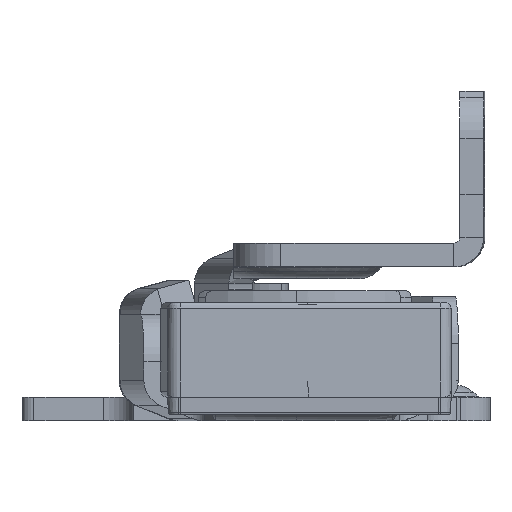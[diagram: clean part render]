
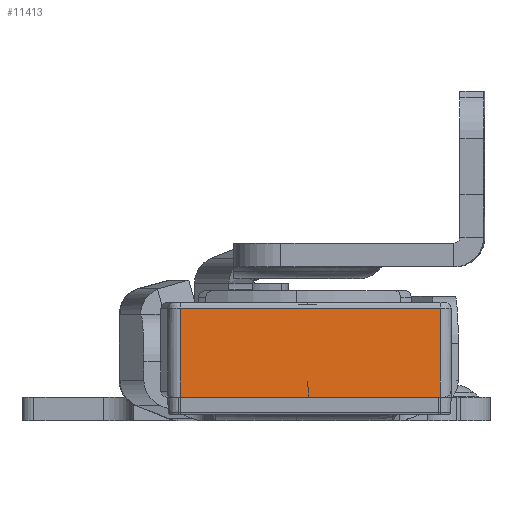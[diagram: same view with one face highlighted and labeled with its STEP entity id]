
A CAD part, left-side view. The second image highlights one B-rep face of the part: STEP entity #11413.
In plain terms, the highlighted face is planar.
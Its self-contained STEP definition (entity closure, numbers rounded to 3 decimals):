
#226 = CARTESIAN_POINT ( 'NONE',  ( 10., 11., 8. ) ) ;
#234 = VECTOR ( 'NONE', #7445, 1000. ) ;
#390 = VERTEX_POINT ( 'NONE', #4323 ) ;
#573 = VECTOR ( 'NONE', #15191, 1000. ) ;
#768 = DIRECTION ( 'NONE',  ( 0., 0., -1. ) ) ;
#921 = VERTEX_POINT ( 'NONE', #9103 ) ;
#1124 = DIRECTION ( 'NONE',  ( 0., 0., -1. ) ) ;
#1331 = ORIENTED_EDGE ( 'NONE', *, *, #2334, .F. ) ;
#1357 = DIRECTION ( 'NONE',  ( 0., 0., -1. ) ) ;
#1428 = ORIENTED_EDGE ( 'NONE', *, *, #12454, .T. ) ;
#1948 = LINE ( 'NONE', #10202, #573 ) ;
#1975 = AXIS2_PLACEMENT_3D ( 'NONE', #11784, #3661, #1124 ) ;
#2334 = EDGE_CURVE ( 'NONE', #390, #10250, #12580, .T. ) ;
#3023 = CARTESIAN_POINT ( 'NONE',  ( 10., 11., 8. ) ) ;
#3586 = PLANE ( 'NONE',  #1975 ) ;
#3636 = VECTOR ( 'NONE', #1357, 1000. ) ;
#3661 = DIRECTION ( 'NONE',  ( 1., 0., 0. ) ) ;
#3681 = LINE ( 'NONE', #3837, #3636 ) ;
#3837 = CARTESIAN_POINT ( 'NONE',  ( 10., -11., 8. ) ) ;
#4306 = ORIENTED_EDGE ( 'NONE', *, *, #7642, .T. ) ;
#4323 = CARTESIAN_POINT ( 'NONE',  ( 10., 11., 8. ) ) ;
#4441 = VECTOR ( 'NONE', #768, 1000. ) ;
#4849 = ORIENTED_EDGE ( 'NONE', *, *, #5910, .T. ) ;
#5910 = EDGE_CURVE ( 'NONE', #921, #7175, #3681, .T. ) ;
#7175 = VERTEX_POINT ( 'NONE', #8833 ) ;
#7445 = DIRECTION ( 'NONE',  ( 0., -1., 0. ) ) ;
#7642 = EDGE_CURVE ( 'NONE', #7175, #10250, #1948, .T. ) ;
#8620 = LINE ( 'NONE', #226, #234 ) ;
#8833 = CARTESIAN_POINT ( 'NONE',  ( 10., -11., 0.5 ) ) ;
#9103 = CARTESIAN_POINT ( 'NONE',  ( 10., -11., 8. ) ) ;
#10202 = CARTESIAN_POINT ( 'NONE',  ( 10., 11., 0.5 ) ) ;
#10250 = VERTEX_POINT ( 'NONE', #12439 ) ;
#11413 = ADVANCED_FACE ( 'NONE', ( #14258 ), #3586, .T. ) ;
#11784 = CARTESIAN_POINT ( 'NONE',  ( 10., 11., 8. ) ) ;
#12439 = CARTESIAN_POINT ( 'NONE',  ( 10., 11., 0.5 ) ) ;
#12454 = EDGE_CURVE ( 'NONE', #390, #921, #8620, .T. ) ;
#12510 = EDGE_LOOP ( 'NONE', ( #4849, #4306, #1331, #1428 ) ) ;
#12580 = LINE ( 'NONE', #3023, #4441 ) ;
#14258 = FACE_OUTER_BOUND ( 'NONE', #12510, .T. ) ;
#15191 = DIRECTION ( 'NONE',  ( 0., 1., 0. ) ) ;
